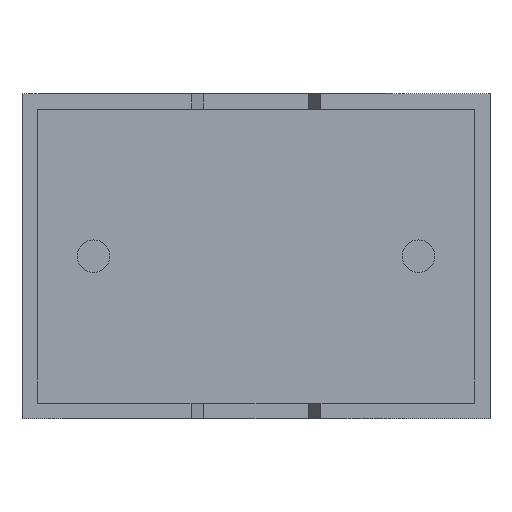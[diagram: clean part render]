
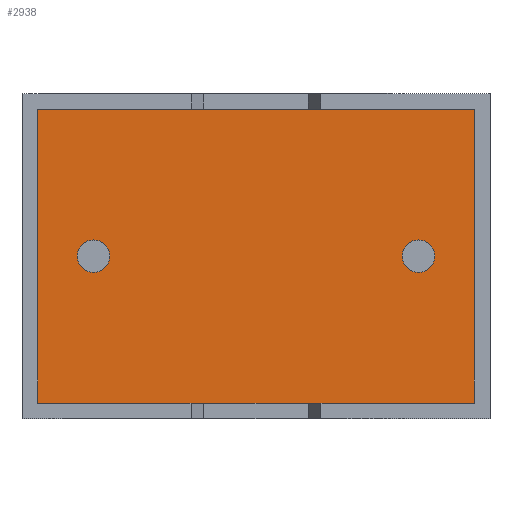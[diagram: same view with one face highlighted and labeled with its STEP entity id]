
A CAD part, front view. The second image highlights one B-rep face of the part: STEP entity #2938.
In plain terms, the highlighted planar face has unit normal (0, -1, 0).
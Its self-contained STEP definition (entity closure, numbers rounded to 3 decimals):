
#40 = CARTESIAN_POINT ( 'NONE',  ( 0., 0.75, 0. ) ) ;
#155 = ORIENTED_EDGE ( 'NONE', *, *, #949, .T. ) ;
#293 = EDGE_CURVE ( 'NONE', #1291, #2903, #1023, .T. ) ;
#350 = ORIENTED_EDGE ( 'NONE', *, *, #720, .F. ) ;
#365 = LINE ( 'NONE', #1165, #1287 ) ;
#379 = FACE_OUTER_BOUND ( 'NONE', #2212, .T. ) ;
#383 = ORIENTED_EDGE ( 'NONE', *, *, #293, .T. ) ;
#387 = AXIS2_PLACEMENT_3D ( 'NONE', #3028, #440, #2101 ) ;
#418 = VECTOR ( 'NONE', #752, 1000. ) ;
#424 = CARTESIAN_POINT ( 'NONE',  ( 6.1, 0.75, 2.5 ) ) ;
#428 = ORIENTED_EDGE ( 'NONE', *, *, #1220, .F. ) ;
#440 = DIRECTION ( 'NONE',  ( 0., -1., 0. ) ) ;
#529 = DIRECTION ( 'NONE',  ( 0., 0., -1. ) ) ;
#563 = CARTESIAN_POINT ( 'NONE',  ( 6.1, 0.75, 2.25 ) ) ;
#641 = DIRECTION ( 'NONE',  ( 0., 0., -1. ) ) ;
#720 = EDGE_CURVE ( 'NONE', #1440, #2834, #2437, .T. ) ;
#752 = DIRECTION ( 'NONE',  ( 0., 0., 1. ) ) ;
#760 = CARTESIAN_POINT ( 'NONE',  ( 6.96, 0.75, 4.76 ) ) ;
#773 = ORIENTED_EDGE ( 'NONE', *, *, #2628, .T. ) ;
#938 = CARTESIAN_POINT ( 'NONE',  ( 6.1, 0.75, 2.75 ) ) ;
#942 = CIRCLE ( 'NONE', #2016, 0.25 ) ;
#949 = EDGE_CURVE ( 'NONE', #2903, #3042, #2633, .T. ) ;
#1015 = CARTESIAN_POINT ( 'NONE',  ( 0.24, 0.75, 4.76 ) ) ;
#1016 = FACE_BOUND ( 'NONE', #1894, .T. ) ;
#1023 = LINE ( 'NONE', #1694, #418 ) ;
#1104 = CARTESIAN_POINT ( 'NONE',  ( 0.24, 0.75, 4.76 ) ) ;
#1165 = CARTESIAN_POINT ( 'NONE',  ( 0.24, 0.75, 0.24 ) ) ;
#1220 = EDGE_CURVE ( 'NONE', #2834, #1440, #2399, .T. ) ;
#1269 = VERTEX_POINT ( 'NONE', #938 ) ;
#1271 = EDGE_CURVE ( 'NONE', #2581, #1291, #365, .T. ) ;
#1287 = VECTOR ( 'NONE', #2390, 1000. ) ;
#1291 = VERTEX_POINT ( 'NONE', #1673 ) ;
#1375 = CARTESIAN_POINT ( 'NONE',  ( 1.1, 0.75, 2.5 ) ) ;
#1376 = LINE ( 'NONE', #1104, #2598 ) ;
#1414 = CARTESIAN_POINT ( 'NONE',  ( 6.96, 0.75, 4.76 ) ) ;
#1440 = VERTEX_POINT ( 'NONE', #2469 ) ;
#1598 = DIRECTION ( 'NONE',  ( 0., -1., 0. ) ) ;
#1670 = DIRECTION ( 'NONE',  ( 0., -1., 0. ) ) ;
#1673 = CARTESIAN_POINT ( 'NONE',  ( 6.96, 0.75, 0.24 ) ) ;
#1694 = CARTESIAN_POINT ( 'NONE',  ( 6.96, 0.75, 0.24 ) ) ;
#1855 = ORIENTED_EDGE ( 'NONE', *, *, #2130, .F. ) ;
#1856 = CARTESIAN_POINT ( 'NONE',  ( 1.1, 0.75, 2.25 ) ) ;
#1894 = EDGE_LOOP ( 'NONE', ( #2847, #1855 ) ) ;
#1943 = PLANE ( 'NONE',  #2664 ) ;
#1981 = VECTOR ( 'NONE', #2170, 1000. ) ;
#2013 = AXIS2_PLACEMENT_3D ( 'NONE', #1375, #2140, #2348 ) ;
#2016 = AXIS2_PLACEMENT_3D ( 'NONE', #424, #2792, #2111 ) ;
#2045 = EDGE_CURVE ( 'NONE', #1269, #3000, #2225, .T. ) ;
#2095 = CARTESIAN_POINT ( 'NONE',  ( 6.1, 0.75, 2.5 ) ) ;
#2101 = DIRECTION ( 'NONE',  ( 0., 0., -1. ) ) ;
#2111 = DIRECTION ( 'NONE',  ( 0., 0., -1. ) ) ;
#2130 = EDGE_CURVE ( 'NONE', #3000, #1269, #942, .T. ) ;
#2140 = DIRECTION ( 'NONE',  ( 0., -1., 0. ) ) ;
#2170 = DIRECTION ( 'NONE',  ( -1., 0., 0. ) ) ;
#2212 = EDGE_LOOP ( 'NONE', ( #773, #2443, #383, #155 ) ) ;
#2225 = CIRCLE ( 'NONE', #2766, 0.25 ) ;
#2320 = DIRECTION ( 'NONE',  ( 0., 0., -1. ) ) ;
#2348 = DIRECTION ( 'NONE',  ( 0., 0., -1. ) ) ;
#2390 = DIRECTION ( 'NONE',  ( 1., 0., 0. ) ) ;
#2399 = CIRCLE ( 'NONE', #2013, 0.25 ) ;
#2437 = CIRCLE ( 'NONE', #387, 0.25 ) ;
#2443 = ORIENTED_EDGE ( 'NONE', *, *, #1271, .T. ) ;
#2469 = CARTESIAN_POINT ( 'NONE',  ( 1.1, 0.75, 2.75 ) ) ;
#2519 = EDGE_LOOP ( 'NONE', ( #350, #428 ) ) ;
#2543 = CARTESIAN_POINT ( 'NONE',  ( 0.24, 0.75, 0.24 ) ) ;
#2581 = VERTEX_POINT ( 'NONE', #2543 ) ;
#2598 = VECTOR ( 'NONE', #641, 1000. ) ;
#2605 = FACE_BOUND ( 'NONE', #2519, .T. ) ;
#2628 = EDGE_CURVE ( 'NONE', #3042, #2581, #1376, .T. ) ;
#2633 = LINE ( 'NONE', #760, #1981 ) ;
#2664 = AXIS2_PLACEMENT_3D ( 'NONE', #40, #1670, #529 ) ;
#2766 = AXIS2_PLACEMENT_3D ( 'NONE', #2095, #1598, #2320 ) ;
#2792 = DIRECTION ( 'NONE',  ( 0., -1., 0. ) ) ;
#2834 = VERTEX_POINT ( 'NONE', #1856 ) ;
#2847 = ORIENTED_EDGE ( 'NONE', *, *, #2045, .F. ) ;
#2903 = VERTEX_POINT ( 'NONE', #1414 ) ;
#2938 = ADVANCED_FACE ( 'NONE', ( #1016, #379, #2605 ), #1943, .T. ) ;
#3000 = VERTEX_POINT ( 'NONE', #563 ) ;
#3028 = CARTESIAN_POINT ( 'NONE',  ( 1.1, 0.75, 2.5 ) ) ;
#3042 = VERTEX_POINT ( 'NONE', #1015 ) ;
